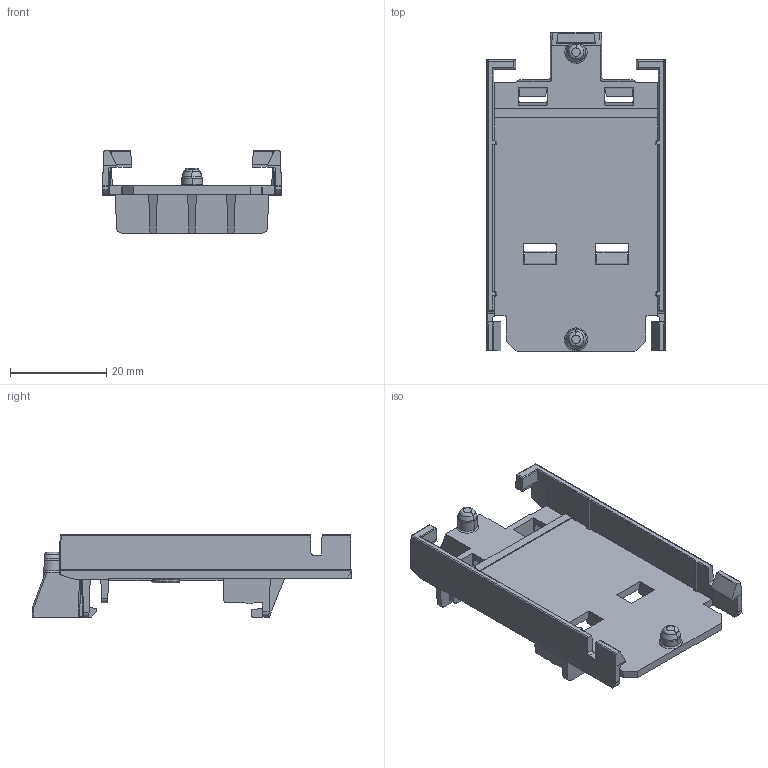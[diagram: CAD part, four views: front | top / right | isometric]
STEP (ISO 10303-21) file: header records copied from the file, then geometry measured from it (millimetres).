
FILE_DESCRIPTION(/* description */ (''),/* implementation_level */ '2;1');
FILE_NAME(/* name */ '3d_HR8X89.stp',/* time_stamp */ '2025-07-28T16:59:45+02:00',/* author */ (''),/* organization */ (''),/* preprocessor_version */ 'ST-DEVELOPER v20',/* originating_system */ 'SIEMENS PLM Software NX2406.9101',/* authorisation */ '');
FILE_SCHEMA (('AUTOMOTIVE_DESIGN { 1 0 10303 214 3 1 1 1 }'));
Length unit declared in the file: millimetre
Products named in the file (1): 3d_HR8X89_objects
Bounding box: 37.18 x 66.44 x 17.1 mm (x, y, z)
Surface area: 8803.2 mm2 (no closed solid volume)
Topology: 0 solids, 1 shells, 376 faces, 1074 edges, 702 vertices
Faces by surface type: plane 233, cylinder 81, extrusion 26, bspline 24, cone 5, torus 5, sphere 2
Entity records: 14771 total; most frequent: CARTESIAN_POINT 5170, ORIENTED_EDGE 2086, DIRECTION 1792, EDGE_CURVE 1059, VECTOR 786, LINE 760, VERTEX_POINT 696, AXIS2_PLACEMENT_3D 503
